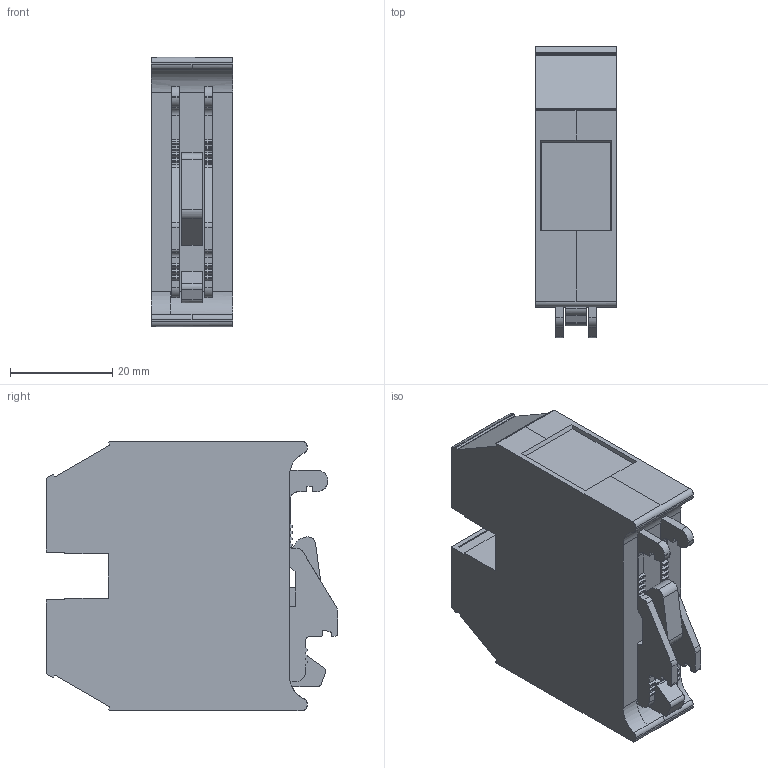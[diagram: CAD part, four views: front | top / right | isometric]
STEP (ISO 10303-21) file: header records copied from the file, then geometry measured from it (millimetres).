
FILE_DESCRIPTION (( 'STEP AP214' ), '1' );
FILE_NAME ('334210_AVK 35 TRD.STP', '2013-11-12T06:12:59', ( 'arge' ), ( 'Microsoft' ), 'SwSTEP 2.0', 'SolidWorks 2013', '' );
FILE_SCHEMA (( 'AUTOMOTIVE_DESIGN' ));
Length unit declared in the file: millimetre
Products named in the file (1): 334210_AVK 35 TRD
Bounding box: 16 x 57.1 x 52.8 mm (x, y, z)
Volume: 37630.8 mm3; surface area: 9705 mm2
Topology: 1 solids, 7 shells, 306 faces, 903 edges, 614 vertices
Faces by surface type: plane 177, cylinder 117, cone 12
Entity records: 11806 total; most frequent: CARTESIAN_POINT 3689, ORIENTED_EDGE 1806, DIRECTION 1232, EDGE_CURVE 903, VERTEX_POINT 614, VECTOR 578, LINE 578, AXIS2_PLACEMENT_3D 327
